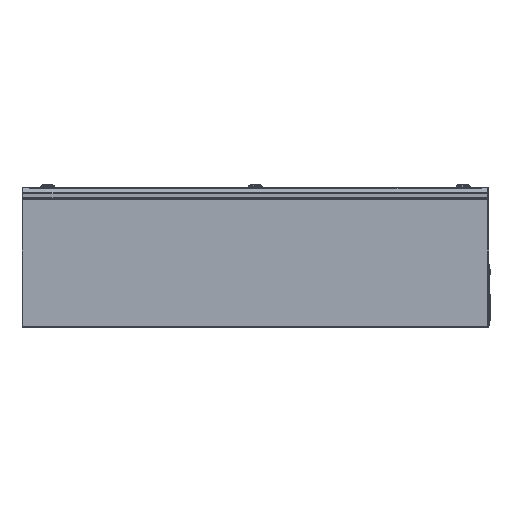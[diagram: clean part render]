
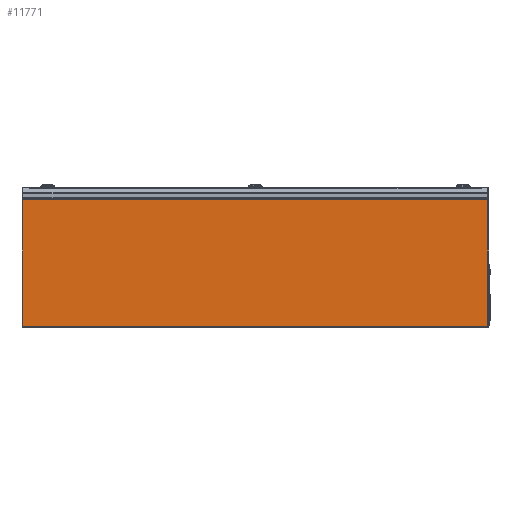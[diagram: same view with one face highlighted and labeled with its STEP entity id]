
A CAD part, left-side view. The second image highlights one B-rep face of the part: STEP entity #11771.
In plain terms, the highlighted planar face has unit normal (-1, 0, 0).
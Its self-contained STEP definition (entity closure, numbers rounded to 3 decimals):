
#243 = VECTOR ( 'NONE', #12708, 1000. ) ;
#374 = CARTESIAN_POINT ( 'NONE',  ( -506.583, -908.724, 1. ) ) ;
#1765 = EDGE_CURVE ( 'NONE', #9306, #28996, #25316, .T. ) ;
#1821 = LINE ( 'NONE', #3654, #12643 ) ;
#2821 = ORIENTED_EDGE ( 'NONE', *, *, #29230, .T. ) ;
#2885 = EDGE_CURVE ( 'NONE', #16516, #9306, #7088, .T. ) ;
#3654 = CARTESIAN_POINT ( 'NONE',  ( -506.583, -908.944, 1. ) ) ;
#4742 = PLANE ( 'NONE',  #17734 ) ;
#5367 = CARTESIAN_POINT ( 'NONE',  ( -506.583, 88.836, 1. ) ) ;
#6821 = LINE ( 'NONE', #18686, #27627 ) ;
#7088 = LINE ( 'NONE', #8919, #9051 ) ;
#8919 = CARTESIAN_POINT ( 'NONE',  ( -506.583, 89.056, 272.3 ) ) ;
#9051 = VECTOR ( 'NONE', #18501, 1000. ) ;
#9154 = CARTESIAN_POINT ( 'NONE',  ( -506.583, 89.056, 1. ) ) ;
#9306 = VERTEX_POINT ( 'NONE', #24290 ) ;
#9693 = LINE ( 'NONE', #22938, #11406 ) ;
#10726 = LINE ( 'NONE', #17284, #243 ) ;
#11406 = VECTOR ( 'NONE', #23546, 1000. ) ;
#11507 = ORIENTED_EDGE ( 'NONE', *, *, #1765, .T. ) ;
#11771 = ADVANCED_FACE ( 'NONE', ( #21319 ), #4742, .F. ) ;
#11910 = DIRECTION ( 'NONE',  ( 0., 0., -1. ) ) ;
#12643 = VECTOR ( 'NONE', #17814, 1000. ) ;
#12708 = DIRECTION ( 'NONE',  ( 0., 0., 1. ) ) ;
#13257 = EDGE_LOOP ( 'NONE', ( #16386, #19899, #14538, #11507, #2821, #16217 ) ) ;
#13899 = CARTESIAN_POINT ( 'NONE',  ( -506.583, 89.056, 272.3 ) ) ;
#14029 = DIRECTION ( 'NONE',  ( 1., 0., 0. ) ) ;
#14148 = EDGE_CURVE ( 'NONE', #21119, #26311, #6821, .T. ) ;
#14538 = ORIENTED_EDGE ( 'NONE', *, *, #2885, .T. ) ;
#15851 = CARTESIAN_POINT ( 'NONE',  ( -506.583, -908.944, 272.3 ) ) ;
#16217 = ORIENTED_EDGE ( 'NONE', *, *, #14148, .F. ) ;
#16386 = ORIENTED_EDGE ( 'NONE', *, *, #18798, .F. ) ;
#16516 = VERTEX_POINT ( 'NONE', #15851 ) ;
#17284 = CARTESIAN_POINT ( 'NONE',  ( -506.583, -908.944, 272.3 ) ) ;
#17734 = AXIS2_PLACEMENT_3D ( 'NONE', #23623, #14029, #11910 ) ;
#17814 = DIRECTION ( 'NONE',  ( 0., -1., 0. ) ) ;
#18501 = DIRECTION ( 'NONE',  ( 0., 1., 0. ) ) ;
#18574 = VERTEX_POINT ( 'NONE', #22631 ) ;
#18686 = CARTESIAN_POINT ( 'NONE',  ( -506.583, 89.056, 1. ) ) ;
#18798 = EDGE_CURVE ( 'NONE', #18574, #21119, #9693, .T. ) ;
#18826 = DIRECTION ( 'NONE',  ( 0., 1., 0. ) ) ;
#19899 = ORIENTED_EDGE ( 'NONE', *, *, #21225, .T. ) ;
#21119 = VERTEX_POINT ( 'NONE', #374 ) ;
#21225 = EDGE_CURVE ( 'NONE', #18574, #16516, #10726, .T. ) ;
#21319 = FACE_OUTER_BOUND ( 'NONE', #13257, .T. ) ;
#22631 = CARTESIAN_POINT ( 'NONE',  ( -506.583, -908.944, 1. ) ) ;
#22938 = CARTESIAN_POINT ( 'NONE',  ( -506.583, 89.056, 1. ) ) ;
#23345 = DIRECTION ( 'NONE',  ( 0., 0., -1. ) ) ;
#23546 = DIRECTION ( 'NONE',  ( 0., 1., 0. ) ) ;
#23623 = CARTESIAN_POINT ( 'NONE',  ( -506.583, 89.056, 272.3 ) ) ;
#24290 = CARTESIAN_POINT ( 'NONE',  ( -506.583, 89.056, 272.3 ) ) ;
#25316 = LINE ( 'NONE', #13899, #25523 ) ;
#25523 = VECTOR ( 'NONE', #23345, 1000. ) ;
#26311 = VERTEX_POINT ( 'NONE', #5367 ) ;
#27627 = VECTOR ( 'NONE', #18826, 1000. ) ;
#28996 = VERTEX_POINT ( 'NONE', #9154 ) ;
#29230 = EDGE_CURVE ( 'NONE', #28996, #26311, #1821, .T. ) ;
